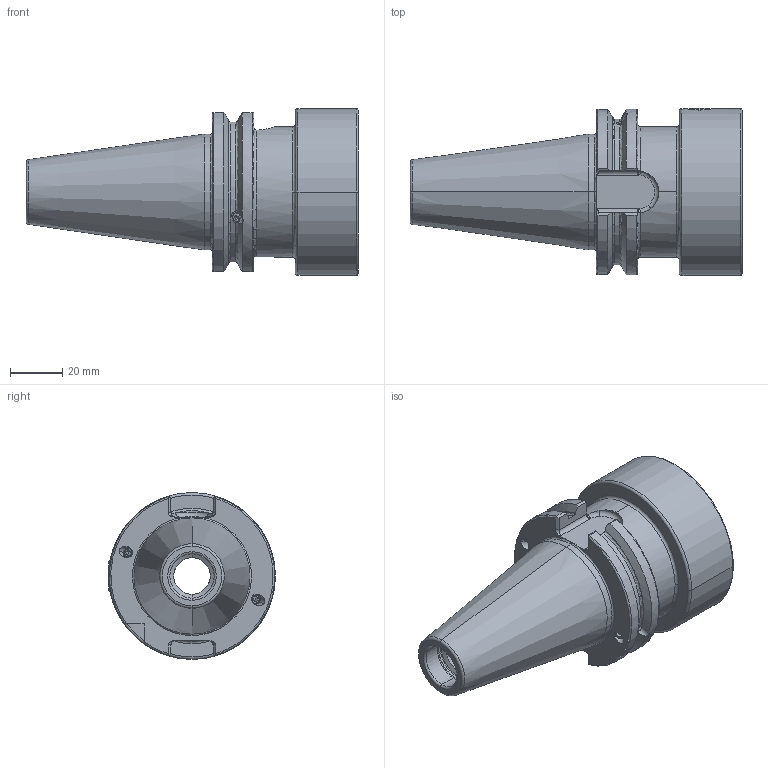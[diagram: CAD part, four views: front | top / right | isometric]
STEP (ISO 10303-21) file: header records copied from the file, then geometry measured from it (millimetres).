
FILE_DESCRIPTION (( 'STEP AP203' ), '1' );
FILE_NAME ('SB4-ST6.K01.059.STEP', '2016-02-12T09:23:27', ( 'SWIAdmin' ), ( 'Hewlett-Packard Company' ), 'SwSTEP 2.0', 'SolidWorks 2015', '' );
FILE_SCHEMA (( 'CONFIG_CONTROL_DESIGN' ));
Length unit declared in the file: millimetre
Products named in the file (6): KVT_MB_600_040; SB4-ST6.K01.059_B_mit Bundk”lung; ISO 4026 - M4 x 4_PreviewCfg; ST6-ER1.001.018_A; SB4-ST6.K01.059; ISO 4026 - M5 x 4
Assembly tree (7 placements, depth 2):
  SB4-ST6.K01.059
    SB4-ST6.K01.059_B_mit Bundk”lung
    ST6-ER1.001.018_A
    ISO 4026 - M5 x 4
    KVT_MB_600_040  x2
    ISO 4026 - M4 x 4_PreviewCfg  x2
Bounding box: 127.25 x 64 x 64 mm (x, y, z)
Volume: 163315.9 mm3; surface area: 36925.4 mm2
Topology: 9 solids, 9 shells, 312 faces, 764 edges, 460 vertices
Faces by surface type: cone 88, cylinder 86, plane 84, torus 42, bspline 8, sphere 4
Entity records: 9652 total; most frequent: CARTESIAN_POINT 2863, ORIENTED_EDGE 1312, DIRECTION 1262, EDGE_CURVE 656, AXIS2_PLACEMENT_3D 498, VERTEX_POINT 401, EDGE_LOOP 279, VECTOR 266
